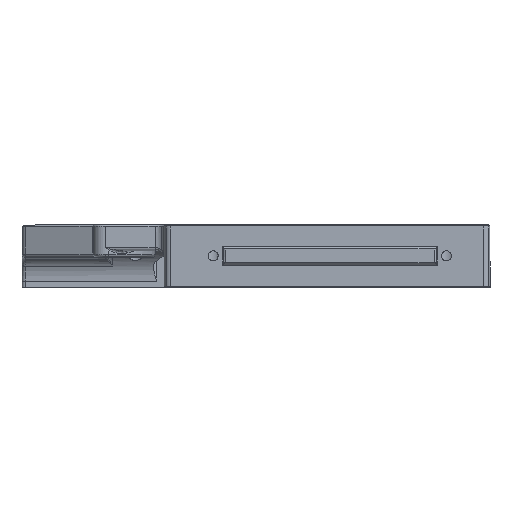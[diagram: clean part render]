
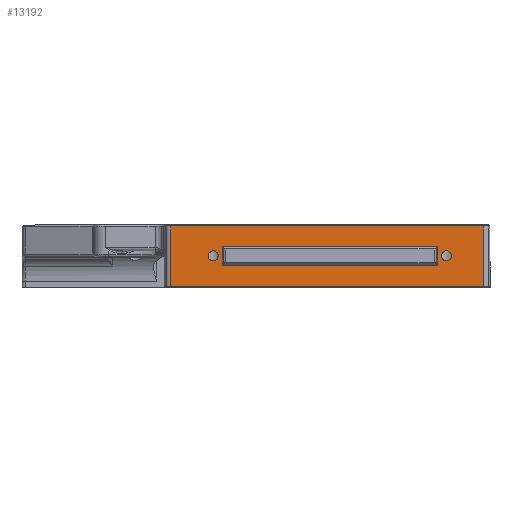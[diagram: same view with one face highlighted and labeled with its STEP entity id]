
A CAD part, top view. The second image highlights one B-rep face of the part: STEP entity #13192.
In plain terms, the highlighted planar face has unit normal (0, 0, 1).
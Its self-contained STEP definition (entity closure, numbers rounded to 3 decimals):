
#76 = LINE ( 'NONE', #16203, #793 ) ;
#118 = CIRCLE ( 'NONE', #17300, 1.6 ) ;
#660 = DIRECTION ( 'NONE',  ( 0., -1., 0. ) ) ;
#757 = AXIS2_PLACEMENT_3D ( 'NONE', #2784, #4366, #21060 ) ;
#793 = VECTOR ( 'NONE', #12964, 1000. ) ;
#963 = EDGE_CURVE ( 'NONE', #10369, #9084, #14099, .T. ) ;
#975 = ORIENTED_EDGE ( 'NONE', *, *, #19682, .F. ) ;
#1288 = ORIENTED_EDGE ( 'NONE', *, *, #7788, .T. ) ;
#1927 = LINE ( 'NONE', #8664, #18253 ) ;
#2044 = DIRECTION ( 'NONE',  ( 0., -1., 0. ) ) ;
#2186 = VERTEX_POINT ( 'NONE', #17514 ) ;
#2420 = EDGE_LOOP ( 'NONE', ( #8668, #16588 ) ) ;
#2784 = CARTESIAN_POINT ( 'NONE',  ( 103.5, -28., -58.096 ) ) ;
#3087 = EDGE_CURVE ( 'NONE', #9084, #10369, #11047, .T. ) ;
#3157 = AXIS2_PLACEMENT_3D ( 'NONE', #6406, #14276, #17848 ) ;
#3583 = LINE ( 'NONE', #5178, #3635 ) ;
#3635 = VECTOR ( 'NONE', #3902, 1000. ) ;
#3735 = CARTESIAN_POINT ( 'NONE',  ( 115.5, -18.4, -58.096 ) ) ;
#3902 = DIRECTION ( 'NONE',  ( 1., 0., 0. ) ) ;
#3951 = ORIENTED_EDGE ( 'NONE', *, *, #8024, .F. ) ;
#4075 = ORIENTED_EDGE ( 'NONE', *, *, #963, .F. ) ;
#4366 = DIRECTION ( 'NONE',  ( 0., 0., 1. ) ) ;
#4638 = CARTESIAN_POINT ( 'NONE',  ( 14.8, -18.4, -58.096 ) ) ;
#4906 = CARTESIAN_POINT ( 'NONE',  ( 100.5, -25., -58.096 ) ) ;
#5000 = DIRECTION ( 'NONE',  ( 0., 0., 1. ) ) ;
#5178 = CARTESIAN_POINT ( 'NONE',  ( 32.4, -25., -58.096 ) ) ;
#5732 = CARTESIAN_POINT ( 'NONE',  ( 14.8, -18.4, -58.096 ) ) ;
#5753 = ORIENTED_EDGE ( 'NONE', *, *, #17761, .T. ) ;
#5908 = CARTESIAN_POINT ( 'NONE',  ( 100.5, -31., -58.096 ) ) ;
#6406 = CARTESIAN_POINT ( 'NONE',  ( 115.5, -18., -58.096 ) ) ;
#6722 = CARTESIAN_POINT ( 'NONE',  ( 28.5, -28., -58.096 ) ) ;
#7068 = VERTEX_POINT ( 'NONE', #3735 ) ;
#7189 = EDGE_CURVE ( 'NONE', #15337, #17746, #12662, .T. ) ;
#7252 = LINE ( 'NONE', #18903, #8111 ) ;
#7273 = CARTESIAN_POINT ( 'NONE',  ( 101.9, -28., -58.096 ) ) ;
#7401 = VERTEX_POINT ( 'NONE', #20409 ) ;
#7590 = CARTESIAN_POINT ( 'NONE',  ( 100.5, -34.5, -58.096 ) ) ;
#7636 = CARTESIAN_POINT ( 'NONE',  ( 22.9, -31., -58.096 ) ) ;
#7788 = EDGE_CURVE ( 'NONE', #17676, #15337, #3583, .T. ) ;
#7996 = EDGE_CURVE ( 'NONE', #7401, #19039, #17407, .T. ) ;
#8024 = EDGE_CURVE ( 'NONE', #7068, #14127, #7252, .T. ) ;
#8111 = VECTOR ( 'NONE', #18699, 1000. ) ;
#8664 = CARTESIAN_POINT ( 'NONE',  ( 69.5, -38., -58.096 ) ) ;
#8668 = ORIENTED_EDGE ( 'NONE', *, *, #13926, .F. ) ;
#9020 = EDGE_LOOP ( 'NONE', ( #3951, #15447, #975, #21032 ) ) ;
#9084 = VERTEX_POINT ( 'NONE', #19593 ) ;
#9268 = DIRECTION ( 'NONE',  ( -1., 0., 0. ) ) ;
#9592 = VECTOR ( 'NONE', #9268, 1000. ) ;
#9887 = EDGE_LOOP ( 'NONE', ( #12482, #1288, #16449, #5753 ) ) ;
#10248 = ORIENTED_EDGE ( 'NONE', *, *, #3087, .F. ) ;
#10369 = VERTEX_POINT ( 'NONE', #7273 ) ;
#10670 = LINE ( 'NONE', #7636, #9592 ) ;
#10694 = EDGE_CURVE ( 'NONE', #7068, #10822, #20606, .T. ) ;
#10822 = VERTEX_POINT ( 'NONE', #4638 ) ;
#11047 = CIRCLE ( 'NONE', #757, 1.6 ) ;
#11180 = VECTOR ( 'NONE', #20633, 1000. ) ;
#11387 = FACE_BOUND ( 'NONE', #12184, .T. ) ;
#11682 = EDGE_CURVE ( 'NONE', #14127, #2186, #1927, .T. ) ;
#11713 = DIRECTION ( 'NONE',  ( 0., 0., 1. ) ) ;
#12184 = EDGE_LOOP ( 'NONE', ( #4075, #10248 ) ) ;
#12320 = DIRECTION ( 'NONE',  ( -1., 0., 0. ) ) ;
#12482 = ORIENTED_EDGE ( 'NONE', *, *, #20381, .T. ) ;
#12662 = LINE ( 'NONE', #7590, #11180 ) ;
#12964 = DIRECTION ( 'NONE',  ( 0., 1., 0. ) ) ;
#13090 = VECTOR ( 'NONE', #18875, 1000. ) ;
#13192 = ADVANCED_FACE ( 'NONE', ( #16339, #11387, #14605, #21171 ), #18074, .T. ) ;
#13272 = AXIS2_PLACEMENT_3D ( 'NONE', #6722, #5000, #18170 ) ;
#13698 = VERTEX_POINT ( 'NONE', #18551 ) ;
#13926 = EDGE_CURVE ( 'NONE', #19039, #7401, #118, .T. ) ;
#14099 = CIRCLE ( 'NONE', #20987, 1.6 ) ;
#14127 = VERTEX_POINT ( 'NONE', #16120 ) ;
#14276 = DIRECTION ( 'NONE',  ( 0., 0., 1. ) ) ;
#14605 = FACE_OUTER_BOUND ( 'NONE', #9020, .T. ) ;
#14637 = CARTESIAN_POINT ( 'NONE',  ( 28.5, -28., -58.096 ) ) ;
#15206 = CARTESIAN_POINT ( 'NONE',  ( 31.5, -25., -58.096 ) ) ;
#15238 = DIRECTION ( 'NONE',  ( -1., 0., 0. ) ) ;
#15337 = VERTEX_POINT ( 'NONE', #4906 ) ;
#15447 = ORIENTED_EDGE ( 'NONE', *, *, #10694, .T. ) ;
#15613 = VECTOR ( 'NONE', #12320, 1000. ) ;
#16120 = CARTESIAN_POINT ( 'NONE',  ( 115.5, -38., -58.096 ) ) ;
#16203 = CARTESIAN_POINT ( 'NONE',  ( 31.5, -31.5, -58.096 ) ) ;
#16339 = FACE_BOUND ( 'NONE', #2420, .T. ) ;
#16449 = ORIENTED_EDGE ( 'NONE', *, *, #7189, .T. ) ;
#16588 = ORIENTED_EDGE ( 'NONE', *, *, #7996, .F. ) ;
#16760 = CARTESIAN_POINT ( 'NONE',  ( 14.8, -28., -58.096 ) ) ;
#16776 = CARTESIAN_POINT ( 'NONE',  ( 103.5, -28., -58.096 ) ) ;
#17300 = AXIS2_PLACEMENT_3D ( 'NONE', #14637, #20147, #660 ) ;
#17407 = CIRCLE ( 'NONE', #13272, 1.6 ) ;
#17514 = CARTESIAN_POINT ( 'NONE',  ( 14.8, -38., -58.096 ) ) ;
#17676 = VERTEX_POINT ( 'NONE', #15206 ) ;
#17746 = VERTEX_POINT ( 'NONE', #5908 ) ;
#17761 = EDGE_CURVE ( 'NONE', #17746, #13698, #10670, .T. ) ;
#17848 = DIRECTION ( 'NONE',  ( 0., -1., 0. ) ) ;
#18074 = PLANE ( 'NONE',  #3157 ) ;
#18170 = DIRECTION ( 'NONE',  ( 0., -1., 0. ) ) ;
#18253 = VECTOR ( 'NONE', #15238, 1000. ) ;
#18551 = CARTESIAN_POINT ( 'NONE',  ( 31.5, -31., -58.096 ) ) ;
#18699 = DIRECTION ( 'NONE',  ( 0., -1., 0. ) ) ;
#18875 = DIRECTION ( 'NONE',  ( 0., 1., 0. ) ) ;
#18903 = CARTESIAN_POINT ( 'NONE',  ( 115.5, -38., -58.096 ) ) ;
#18944 = CARTESIAN_POINT ( 'NONE',  ( 26.9, -28., -58.096 ) ) ;
#19039 = VERTEX_POINT ( 'NONE', #18944 ) ;
#19593 = CARTESIAN_POINT ( 'NONE',  ( 105.1, -28., -58.096 ) ) ;
#19682 = EDGE_CURVE ( 'NONE', #2186, #10822, #19782, .T. ) ;
#19782 = LINE ( 'NONE', #16760, #13090 ) ;
#20147 = DIRECTION ( 'NONE',  ( 0., 0., 1. ) ) ;
#20381 = EDGE_CURVE ( 'NONE', #13698, #17676, #76, .T. ) ;
#20409 = CARTESIAN_POINT ( 'NONE',  ( 30.1, -28., -58.096 ) ) ;
#20606 = LINE ( 'NONE', #5732, #15613 ) ;
#20633 = DIRECTION ( 'NONE',  ( 0., -1., 0. ) ) ;
#20987 = AXIS2_PLACEMENT_3D ( 'NONE', #16776, #11713, #2044 ) ;
#21032 = ORIENTED_EDGE ( 'NONE', *, *, #11682, .F. ) ;
#21060 = DIRECTION ( 'NONE',  ( 0., -1., 0. ) ) ;
#21171 = FACE_BOUND ( 'NONE', #9887, .T. ) ;
